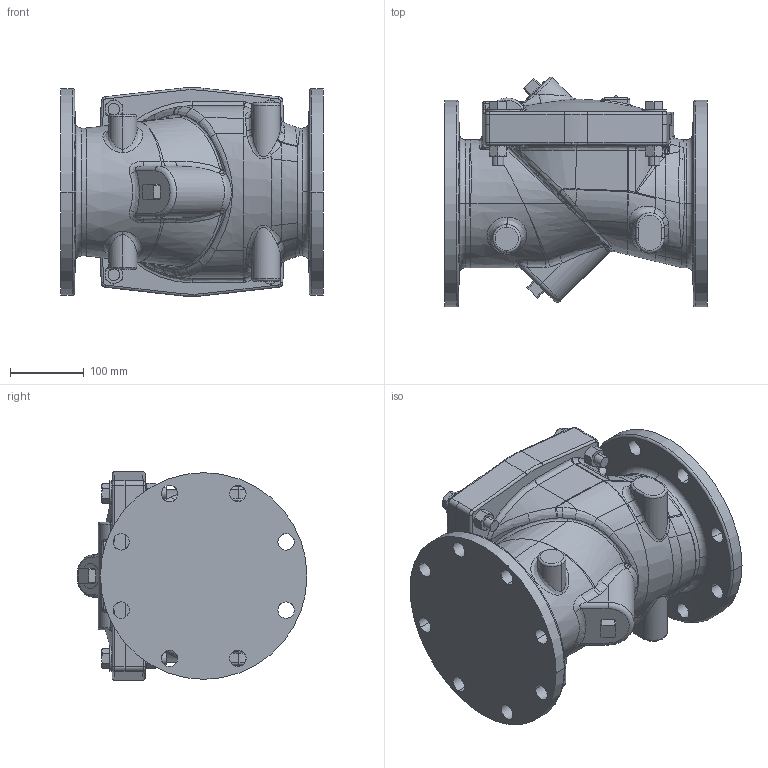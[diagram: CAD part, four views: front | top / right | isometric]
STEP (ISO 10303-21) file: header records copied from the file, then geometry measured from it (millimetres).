
FILE_DESCRIPTION((''),'2;1');
FILE_NAME('506C_SW0001','2023-10-31T13:13:17',('jlesh'),(''),'CREO PARAMETRIC BY PTC INC, 2023072','CREO PARAMETRIC BY PTC INC, 2023072','');
FILE_SCHEMA(('AUTOMOTIVE_DESIGN { 1 0 10303 214 1 1 1 1 }'));
Products named in the file (1): 506C_SW0001
Bounding box: 355.6 x 311.01 x 282.55 mm (x, y, z)
Volume: 14825034 mm3; surface area: 577269.6 mm2
Topology: 1 solids, 1 shells, 781 faces, 1889 edges, 1124 vertices
Faces by surface type: bspline 297, cylinder 177, plane 160, cone 76, torus 53, sphere 14, revolution 4
Entity records: 58589 total; most frequent: CARTESIAN_POINT 37421, ORIENTED_EDGE 3762, DIRECTION 2660, EDGE_CURVE 1881, COLOUR_RGB 1330, VERTEX_POINT 1124, AXIS2_PLACEMENT_3D 1119, EDGE_LOOP 849
